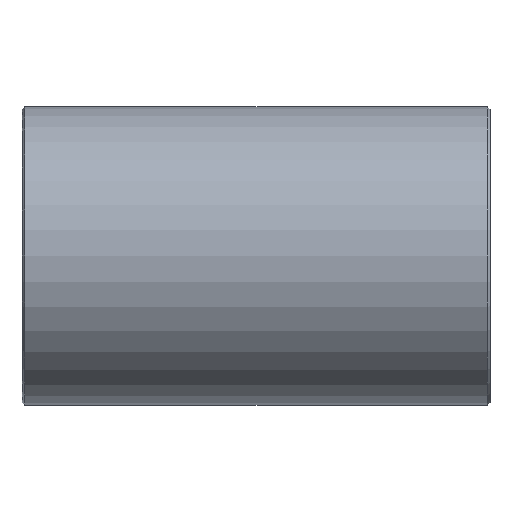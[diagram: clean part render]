
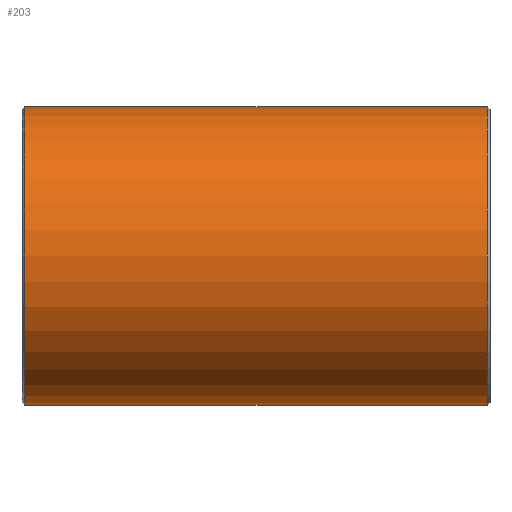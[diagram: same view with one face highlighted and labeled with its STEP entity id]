
A CAD part, front view. The second image highlights one B-rep face of the part: STEP entity #203.
In plain terms, the highlighted cylindrical face has radius 161.925 mm (diameter 323.85 mm), a partial arc.
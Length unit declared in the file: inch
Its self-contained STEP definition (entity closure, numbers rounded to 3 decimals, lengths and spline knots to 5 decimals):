
#88 = ORIENTED_EDGE ( 'NONE', *, *, #531, .T. ) ;
#97 = ORIENTED_EDGE ( 'NONE', *, *, #409, .F. ) ;
#113 = DIRECTION ( 'NONE',  ( 0., 0., 1. ) ) ;
#151 = VERTEX_POINT ( 'NONE', #559 ) ;
#189 = VERTEX_POINT ( 'NONE', #862 ) ;
#192 = DIRECTION ( 'NONE',  ( 0., 0., -1. ) ) ;
#194 = AXIS2_PLACEMENT_3D ( 'NONE', #838, #680, #192 ) ;
#203 = ADVANCED_FACE ( 'NONE', ( #648 ), #295, .T. ) ;
#238 = CIRCLE ( 'NONE', #768, 6.375 ) ;
#295 = CYLINDRICAL_SURFACE ( 'NONE', #734, 6.375 ) ;
#390 = CARTESIAN_POINT ( 'NONE',  ( 10., 0., -6.375 ) ) ;
#399 = CARTESIAN_POINT ( 'NONE',  ( -9.89, 0., 0. ) ) ;
#403 = DIRECTION ( 'NONE',  ( 1., 0., 0. ) ) ;
#409 = EDGE_CURVE ( 'NONE', #443, #189, #514, .T. ) ;
#443 = VERTEX_POINT ( 'NONE', #753 ) ;
#471 = DIRECTION ( 'NONE',  ( -1., 0., 0. ) ) ;
#477 = CIRCLE ( 'NONE', #194, 6.375 ) ;
#514 = LINE ( 'NONE', #390, #915 ) ;
#520 = DIRECTION ( 'NONE',  ( 0., 0., 1. ) ) ;
#524 = DIRECTION ( 'NONE',  ( -1., 0., 0. ) ) ;
#531 = EDGE_CURVE ( 'NONE', #690, #151, #917, .T. ) ;
#534 = VECTOR ( 'NONE', #471, 39.37008 ) ;
#545 = CARTESIAN_POINT ( 'NONE',  ( 9.89, 0., 6.375 ) ) ;
#559 = CARTESIAN_POINT ( 'NONE',  ( -9.89, 0., 6.375 ) ) ;
#648 = FACE_OUTER_BOUND ( 'NONE', #901, .T. ) ;
#680 = DIRECTION ( 'NONE',  ( -1., 0., 0. ) ) ;
#690 = VERTEX_POINT ( 'NONE', #545 ) ;
#700 = EDGE_CURVE ( 'NONE', #151, #189, #238, .T. ) ;
#714 = ORIENTED_EDGE ( 'NONE', *, *, #749, .T. ) ;
#727 = CARTESIAN_POINT ( 'NONE',  ( 10., 0., 0. ) ) ;
#734 = AXIS2_PLACEMENT_3D ( 'NONE', #727, #897, #520 ) ;
#749 = EDGE_CURVE ( 'NONE', #443, #690, #477, .T. ) ;
#753 = CARTESIAN_POINT ( 'NONE',  ( 9.89, 0., -6.375 ) ) ;
#768 = AXIS2_PLACEMENT_3D ( 'NONE', #399, #403, #113 ) ;
#769 = CARTESIAN_POINT ( 'NONE',  ( 10., 0., 6.375 ) ) ;
#826 = ORIENTED_EDGE ( 'NONE', *, *, #700, .T. ) ;
#838 = CARTESIAN_POINT ( 'NONE',  ( 9.89, 0., 0. ) ) ;
#862 = CARTESIAN_POINT ( 'NONE',  ( -9.89, 0., -6.375 ) ) ;
#897 = DIRECTION ( 'NONE',  ( -1., 0., 0. ) ) ;
#901 = EDGE_LOOP ( 'NONE', ( #97, #714, #88, #826 ) ) ;
#915 = VECTOR ( 'NONE', #524, 39.37008 ) ;
#917 = LINE ( 'NONE', #769, #534 ) ;
